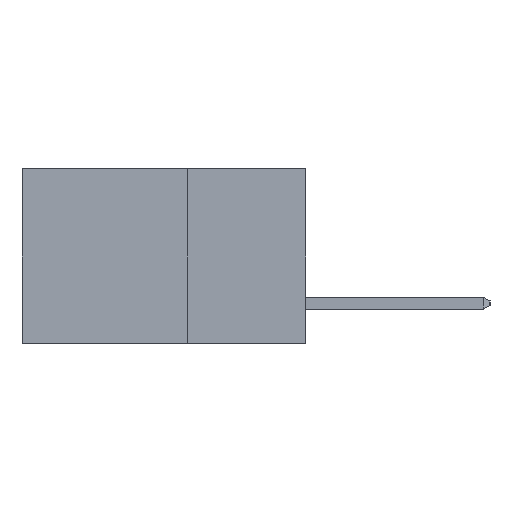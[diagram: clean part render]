
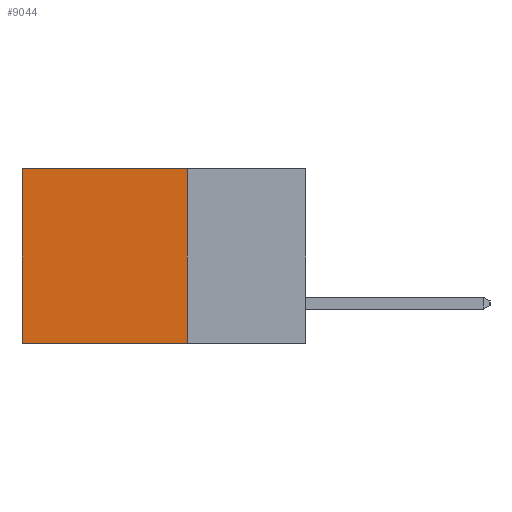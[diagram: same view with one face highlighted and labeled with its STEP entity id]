
A CAD part, left-side view. The second image highlights one B-rep face of the part: STEP entity #9044.
In plain terms, the highlighted planar face has unit normal (-1, 0, 0).
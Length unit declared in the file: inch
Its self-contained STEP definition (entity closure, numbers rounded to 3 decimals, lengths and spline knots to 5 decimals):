
#350 = LINE ( 'NONE', #4342, #2073 ) ;
#949 = CARTESIAN_POINT ( 'NONE',  ( 0.2615, 0.6, -0.37 ) ) ;
#1639 = FACE_OUTER_BOUND ( 'NONE', #2864, .T. ) ;
#1865 = VECTOR ( 'NONE', #3341, 39.37008 ) ;
#2073 = VECTOR ( 'NONE', #6664, 39.37008 ) ;
#2452 = EDGE_CURVE ( 'NONE', #6858, #7820, #350, .T. ) ;
#2663 = PLANE ( 'NONE',  #5205 ) ;
#2864 = EDGE_LOOP ( 'NONE', ( #8965, #6104, #5124, #6680 ) ) ;
#3329 = CARTESIAN_POINT ( 'NONE',  ( 0.2615, 0.6, 0. ) ) ;
#3341 = DIRECTION ( 'NONE',  ( 0., 1., 0. ) ) ;
#3409 = DIRECTION ( 'NONE',  ( 0., 0., -1. ) ) ;
#4106 = CARTESIAN_POINT ( 'NONE',  ( 0.2615, 0.25, -0.37 ) ) ;
#4342 = CARTESIAN_POINT ( 'NONE',  ( 0.2615, 0.25, -0.37 ) ) ;
#4427 = VERTEX_POINT ( 'NONE', #3329 ) ;
#4664 = CARTESIAN_POINT ( 'NONE',  ( 0.2615, 0.25, 0. ) ) ;
#4750 = VERTEX_POINT ( 'NONE', #7941 ) ;
#5124 = ORIENTED_EDGE ( 'NONE', *, *, #2452, .F. ) ;
#5205 = AXIS2_PLACEMENT_3D ( 'NONE', #9027, #7720, #3409 ) ;
#5272 = CARTESIAN_POINT ( 'NONE',  ( 0.2615, 0.25, 0. ) ) ;
#5388 = DIRECTION ( 'NONE',  ( 0., 0., -1. ) ) ;
#5602 = EDGE_CURVE ( 'NONE', #4427, #4750, #5920, .T. ) ;
#5689 = VECTOR ( 'NONE', #5388, 39.37008 ) ;
#5920 = LINE ( 'NONE', #949, #5689 ) ;
#6069 = LINE ( 'NONE', #4106, #1865 ) ;
#6104 = ORIENTED_EDGE ( 'NONE', *, *, #9028, .F. ) ;
#6401 = VECTOR ( 'NONE', #6722, 39.37008 ) ;
#6664 = DIRECTION ( 'NONE',  ( 0., 0., -1. ) ) ;
#6680 = ORIENTED_EDGE ( 'NONE', *, *, #8726, .T. ) ;
#6722 = DIRECTION ( 'NONE',  ( 0., 1., 0. ) ) ;
#6858 = VERTEX_POINT ( 'NONE', #4664 ) ;
#7647 = CARTESIAN_POINT ( 'NONE',  ( 0.2615, 0.25, -0.37 ) ) ;
#7720 = DIRECTION ( 'NONE',  ( 1., 0., 0. ) ) ;
#7820 = VERTEX_POINT ( 'NONE', #7647 ) ;
#7941 = CARTESIAN_POINT ( 'NONE',  ( 0.2615, 0.6, -0.37 ) ) ;
#8214 = LINE ( 'NONE', #5272, #6401 ) ;
#8726 = EDGE_CURVE ( 'NONE', #6858, #4427, #8214, .T. ) ;
#8965 = ORIENTED_EDGE ( 'NONE', *, *, #5602, .T. ) ;
#9027 = CARTESIAN_POINT ( 'NONE',  ( 0.2615, 0.25, -0.37 ) ) ;
#9028 = EDGE_CURVE ( 'NONE', #7820, #4750, #6069, .T. ) ;
#9044 = ADVANCED_FACE ( 'NONE', ( #1639 ), #2663, .F. ) ;
